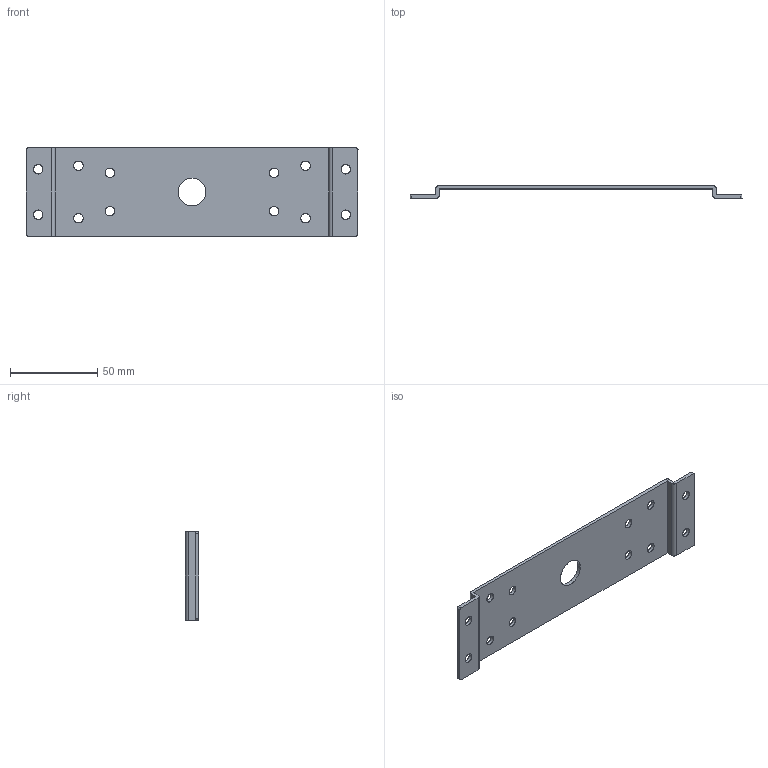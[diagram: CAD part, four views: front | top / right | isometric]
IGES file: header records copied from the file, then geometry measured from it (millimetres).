
Start section: SolidWorks IGES file using analytic representation for surfaces
Global section: file name: A-394-BK.IGS,15; native system: HSolidWorks 2014; preprocessor: SolidWorks 2014; author: 1337yo; date: 161122.160632; units: millimetre
Bounding box: 190 x 7.5 x 50.5 mm (x, y, z)
Surface area: 20677.5 mm2 (no closed solid volume)
Topology: 0 solids, 0 shells, 48 faces, 1168 edges, 1168 vertices
Faces by surface type: revolution 34, bspline 14
